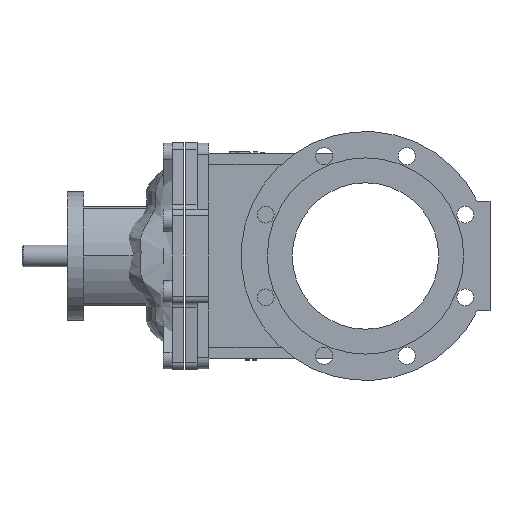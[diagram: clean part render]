
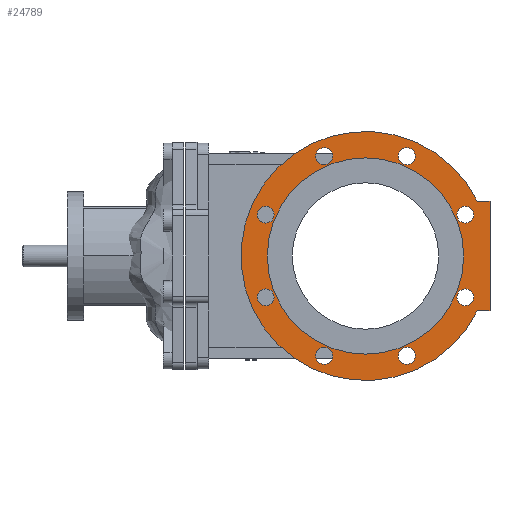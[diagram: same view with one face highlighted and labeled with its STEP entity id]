
A CAD part, left-side view. The second image highlights one B-rep face of the part: STEP entity #24789.
In plain terms, the highlighted planar face has unit normal (-1, 0, 0).
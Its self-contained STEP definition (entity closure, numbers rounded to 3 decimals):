
#24789=ADVANCED_FACE('',(#52624,#52626,#52628,#52630,#52632,#52634,#52636,#52638,
#52640,#52642),#52644,.T.);
#52624=FACE_BOUND('',#52625,.T.);
#52625=EDGE_LOOP('',(#79674,#79675,#79676,#79677));
#52626=FACE_BOUND('',#52627,.T.);
#52627=EDGE_LOOP('',(#79678));
#52628=FACE_BOUND('',#52629,.T.);
#52629=EDGE_LOOP('',(#79679));
#52630=FACE_BOUND('',#52631,.T.);
#52631=EDGE_LOOP('',(#79680));
#52632=FACE_BOUND('',#52633,.T.);
#52633=EDGE_LOOP('',(#79681));
#52634=FACE_BOUND('',#52635,.T.);
#52635=EDGE_LOOP('',(#79682));
#52636=FACE_BOUND('',#52637,.T.);
#52637=EDGE_LOOP('',(#79683));
#52638=FACE_BOUND('',#52639,.T.);
#52639=EDGE_LOOP('',(#79684));
#52640=FACE_BOUND('',#52641,.T.);
#52641=EDGE_LOOP('',(#79685));
#52642=FACE_BOUND('',#52643,.T.);
#52643=EDGE_LOOP('',(#79686));
#52644=PLANE('',#52645);
#52645=AXIS2_PLACEMENT_3D('',#52646,#52647,#52648);
#52646=CARTESIAN_POINT('',(7619.113,2841.092,-45.546));
#52647=DIRECTION('',(-1.,0.,0.));
#52648=DIRECTION('',(0.,0.5,0.866));
#79674=ORIENTED_EDGE('',*,*,#93232,.T.);
#79675=ORIENTED_EDGE('',*,*,#93236,.T.);
#79676=ORIENTED_EDGE('',*,*,#93239,.T.);
#79677=ORIENTED_EDGE('',*,*,#93241,.T.);
#79678=ORIENTED_EDGE('',*,*,#93216,.T.);
#79679=ORIENTED_EDGE('',*,*,#93218,.T.);
#79680=ORIENTED_EDGE('',*,*,#93220,.T.);
#79681=ORIENTED_EDGE('',*,*,#93222,.T.);
#79682=ORIENTED_EDGE('',*,*,#93224,.T.);
#79683=ORIENTED_EDGE('',*,*,#93226,.T.);
#79684=ORIENTED_EDGE('',*,*,#93228,.T.);
#79685=ORIENTED_EDGE('',*,*,#93214,.T.);
#79686=ORIENTED_EDGE('',*,*,#93242,.F.);
#93214=EDGE_CURVE('',#109369,#109369,#109370,.T.);
#93216=EDGE_CURVE('',#109373,#109373,#109374,.T.);
#93218=EDGE_CURVE('',#109377,#109377,#109378,.T.);
#93220=EDGE_CURVE('',#109381,#109381,#109382,.T.);
#93222=EDGE_CURVE('',#109385,#109385,#109386,.T.);
#93224=EDGE_CURVE('',#109389,#109389,#109390,.T.);
#93226=EDGE_CURVE('',#109393,#109393,#109394,.T.);
#93228=EDGE_CURVE('',#109397,#109397,#109398,.T.);
#93232=EDGE_CURVE('',#109406,#109404,#109407,.T.);
#93236=EDGE_CURVE('',#109404,#109411,#109413,.T.);
#93239=EDGE_CURVE('',#109411,#109416,#109418,.T.);
#93241=EDGE_CURVE('',#109416,#109406,#109420,.T.);
#93242=EDGE_CURVE('',#109421,#109421,#109422,.T.);
#109369=VERTEX_POINT('',#143507);
#109370=CIRCLE('',#143508,11.5);
#109373=VERTEX_POINT('',#143517);
#109374=CIRCLE('',#143518,11.5);
#109377=VERTEX_POINT('',#143527);
#109378=CIRCLE('',#143528,11.5);
#109381=VERTEX_POINT('',#143537);
#109382=CIRCLE('',#143538,11.5);
#109385=VERTEX_POINT('',#143547);
#109386=CIRCLE('',#143548,11.5);
#109389=VERTEX_POINT('',#143557);
#109390=CIRCLE('',#143558,11.5);
#109393=VERTEX_POINT('',#143567);
#109394=CIRCLE('',#143568,11.5);
#109397=VERTEX_POINT('',#143577);
#109398=CIRCLE('',#143578,11.5);
#109404=VERTEX_POINT('',#143592);
#109406=VERTEX_POINT('',#143596);
#109407=LINE('',#143597,#143598);
#109411=VERTEX_POINT('',#143607);
#109413=LINE('',#143611,#143612);
#109416=VERTEX_POINT('',#143619);
#109418=CIRCLE('',#143623,170.);
#109420=LINE('',#143630,#143631);
#109421=VERTEX_POINT('',#143633);
#109422=CIRCLE('',#143634,134.);
#143507=CARTESIAN_POINT('',(7619.113,2846.874,-63.946));
#143508=AXIS2_PLACEMENT_3D('',#143509,#143510,#143511);
#143509=CARTESIAN_POINT('',(7619.113,2835.374,-63.946));
#143510=DIRECTION('',(1.,0.,0.));
#143511=DIRECTION('',(0.,1.,0.));
#143517=CARTESIAN_POINT('',(7619.113,2654.156,-143.772));
#143518=AXIS2_PLACEMENT_3D('',#143519,#143520,#143521);
#143519=CARTESIAN_POINT('',(7619.113,2642.656,-143.772));
#143520=DIRECTION('',(1.,0.,0.));
#143521=DIRECTION('',(0.,1.,0.));
#143527=CARTESIAN_POINT('',(7619.113,2574.329,48.946));
#143528=AXIS2_PLACEMENT_3D('',#143529,#143530,#143531);
#143529=CARTESIAN_POINT('',(7619.113,2562.829,48.946));
#143530=DIRECTION('',(1.,0.,0.));
#143531=DIRECTION('',(0.,1.,0.));
#143537=CARTESIAN_POINT('',(7619.113,2767.047,128.772));
#143538=AXIS2_PLACEMENT_3D('',#143539,#143540,#143541);
#143539=CARTESIAN_POINT('',(7619.113,2755.547,128.772));
#143540=DIRECTION('',(1.,0.,0.));
#143541=DIRECTION('',(0.,1.,0.));
#143547=CARTESIAN_POINT('',(7619.113,2654.156,128.772));
#143548=AXIS2_PLACEMENT_3D('',#143549,#143550,#143551);
#143549=CARTESIAN_POINT('',(7619.113,2642.656,128.772));
#143550=DIRECTION('',(1.,0.,0.));
#143551=DIRECTION('',(0.,1.,0.));
#143557=CARTESIAN_POINT('',(7619.113,2574.329,-63.946));
#143558=AXIS2_PLACEMENT_3D('',#143559,#143560,#143561);
#143559=CARTESIAN_POINT('',(7619.113,2562.829,-63.946));
#143560=DIRECTION('',(1.,0.,0.));
#143561=DIRECTION('',(0.,1.,0.));
#143567=CARTESIAN_POINT('',(7619.113,2767.047,-143.772));
#143568=AXIS2_PLACEMENT_3D('',#143569,#143570,#143571);
#143569=CARTESIAN_POINT('',(7619.113,2755.547,-143.772));
#143570=DIRECTION('',(1.,0.,0.));
#143571=DIRECTION('',(0.,1.,0.));
#143577=CARTESIAN_POINT('',(7619.113,2846.874,48.946));
#143578=AXIS2_PLACEMENT_3D('',#143579,#143580,#143581);
#143579=CARTESIAN_POINT('',(7619.113,2835.374,48.946));
#143580=DIRECTION('',(1.,0.,0.));
#143581=DIRECTION('',(0.,1.,0.));
#143592=CARTESIAN_POINT('',(7619.113,2529.101,67.5));
#143596=CARTESIAN_POINT('',(7619.113,2529.101,-82.5));
#143597=CARTESIAN_POINT('',(7619.113,2529.101,-82.5));
#143598=VECTOR('',#143599,1.);
#143599=DIRECTION('',(0.,0.,1.));
#143607=CARTESIAN_POINT('',(7619.113,2546.54,67.5));
#143611=CARTESIAN_POINT('',(7619.113,2529.101,67.5));
#143612=VECTOR('',#143613,1.);
#143613=DIRECTION('',(0.,1.,0.));
#143619=CARTESIAN_POINT('',(7619.113,2546.54,-82.5));
#143623=AXIS2_PLACEMENT_3D('',#143624,#143625,#143626);
#143624=CARTESIAN_POINT('',(7619.113,2699.101,-7.5));
#143625=DIRECTION('',(-1.,0.,0.));
#143626=DIRECTION('',(0.,-0.897,0.441));
#143630=CARTESIAN_POINT('',(7619.113,2546.54,-82.5));
#143631=VECTOR('',#143632,1.);
#143632=DIRECTION('',(0.,-1.,0.));
#143633=CARTESIAN_POINT('',(7619.113,2699.101,-141.5));
#143634=AXIS2_PLACEMENT_3D('',#143635,#143636,#143637);
#143635=CARTESIAN_POINT('',(7619.113,2699.101,-7.5));
#143636=DIRECTION('',(-1.,0.,0.));
#143637=DIRECTION('',(0.,0.,1.));
